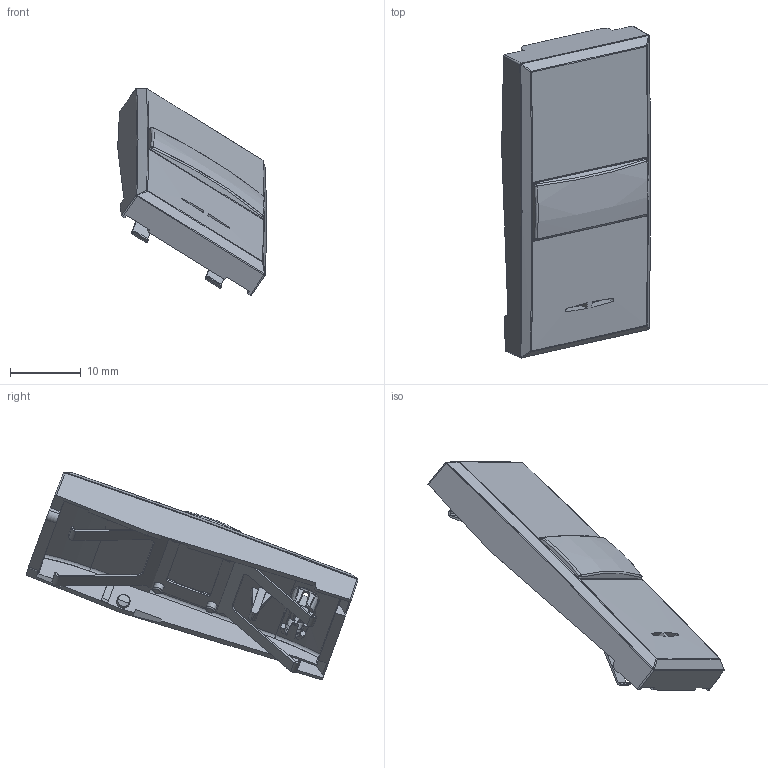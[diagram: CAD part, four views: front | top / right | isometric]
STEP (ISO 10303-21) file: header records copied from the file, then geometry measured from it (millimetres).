
FILE_DESCRIPTION(('CATIA V5 STEP Exchange'),'2;1');
FILE_NAME('443ELA01.stp','2024-03-08T08:27:11+00:00',('none'),('none'),'CATIA Version 5-6 Release 2016 SP6','CATIA V5 STEP AP203','none');
FILE_SCHEMA(('CONFIG_CONTROL_DESIGN'));
Length unit declared in the file: millimetre
Products named in the file (1): 44XELA01
Assembly tree (4 placements, depth 2):
  44XELA01
    #57
    #13288
    #17020
    #19093
Bounding box: 21.09 x 47.07 x 29.41 mm (x, y, z)
Volume: 2439.2 mm3; surface area: 4157.5 mm2
Topology: 3 solids, 3 shells, 505 faces, 1404 edges, 890 vertices
Faces by surface type: plane 243, cylinder 121, bspline 56, cone 36, torus 28, sphere 20, revolution 1
Entity records: 19118 total; most frequent: CARTESIAN_POINT 7778, ORIENTED_EDGE 2756, DIRECTION 1605, EDGE_CURVE 1378, VERTEX_POINT 886, VECTOR 659, LINE 659, AXIS2_PLACEMENT_3D 586
